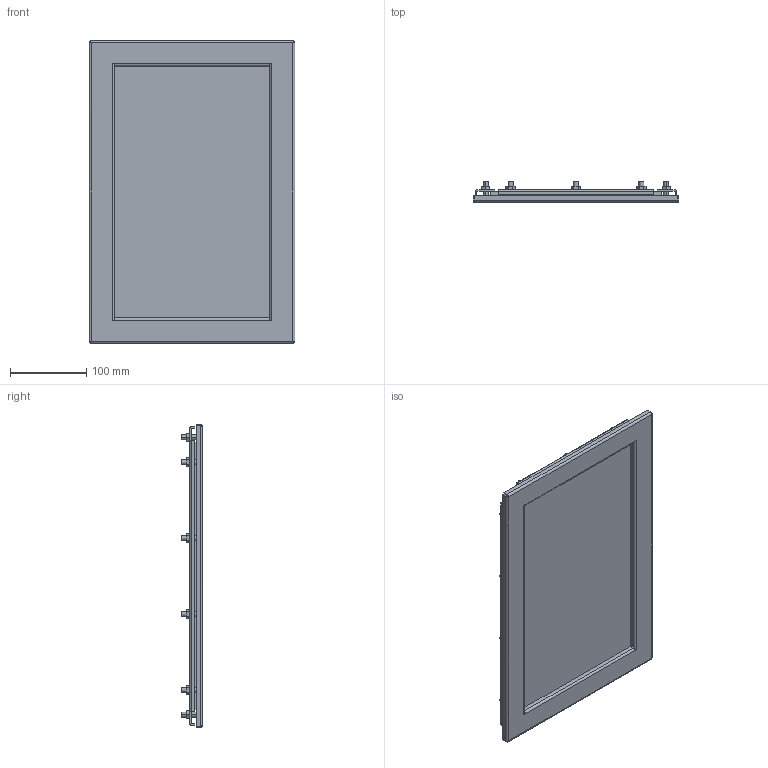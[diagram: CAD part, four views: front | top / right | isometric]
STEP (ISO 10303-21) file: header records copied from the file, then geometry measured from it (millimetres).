
FILE_DESCRIPTION (( 'STEP AP203' ), '1' );
FILE_NAME ('1481WN4SS1308_Default.step', '2019-11-12T17:33:47', ( '' ), ( '' ), 'SwSTEP 2.0', 'SolidWorks 2019', '' );
FILE_SCHEMA (( 'CONFIG_CONTROL_DESIGN' ));
Length unit declared in the file: inch
Products named in the file (1): 1481WN4SS1308_Default
Bounding box: 269.88 x 27.23 x 396.88 mm (x, y, z)
Volume: 678280.5 mm3; surface area: 362038.9 mm2
Topology: 34 solids, 34 shells, 386 faces, 864 edges, 560 vertices
Faces by surface type: plane 242, cylinder 136, bspline 8
Entity records: 11241 total; most frequent: CARTESIAN_POINT 2299, DIRECTION 1862, ORIENTED_EDGE 1728, EDGE_CURVE 864, AXIS2_PLACEMENT_3D 635, LINE 592, VECTOR 592, VERTEX_POINT 560
